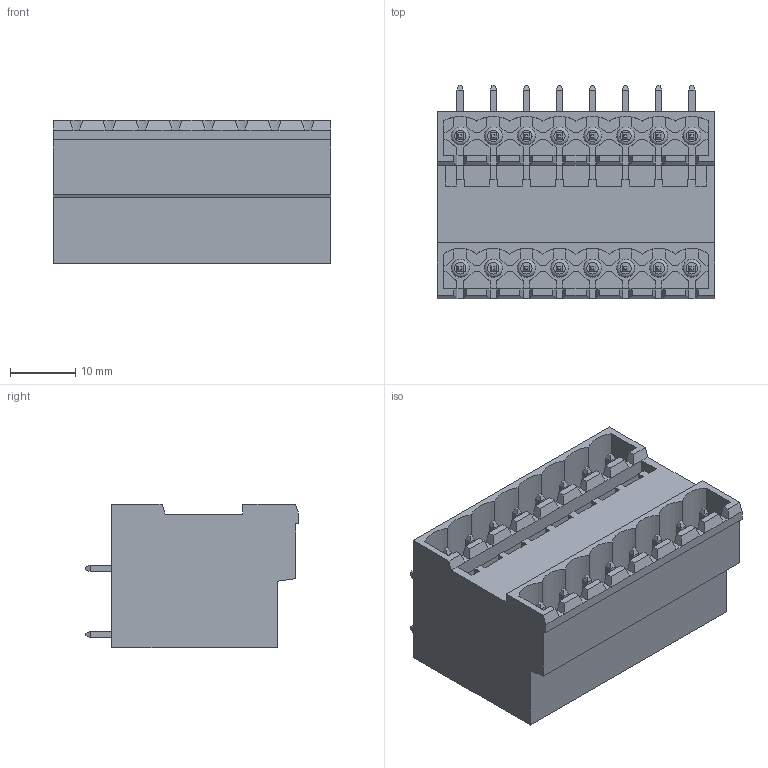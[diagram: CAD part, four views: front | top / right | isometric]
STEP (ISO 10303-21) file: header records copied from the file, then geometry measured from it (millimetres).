
FILE_DESCRIPTION( ( 'Unknown' ), '1' );
FILE_NAME( '691331510016.stp', 'Unknown', ( 'Unknown' ), ( 'Unknown' ), 'PSStep 15.0.49', 'Unknown', ' ' );
FILE_SCHEMA( ( 'AUTOMOTIVE_DESIGN { 1 0 10303 214 1 1 1 1 }' ) );
Length unit declared in the file: millimetre
Products named in the file (5): Assem1; 6913315100xx_PIN LONGUE; 6913315100xx_PIN; 691333500016; 691333500016_CAPOT
Assembly tree (18 placements, depth 2):
  Assem1
    6913315100xx_PIN LONGUE  x8
    6913315100xx_PIN  x8
    691333500016
    691333500016_CAPOT
Bounding box: 42.64 x 32.8 x 22 mm (x, y, z)
Volume: 8804.1 mm3; surface area: 17221.2 mm2
Topology: 18 solids, 18 shells, 1186 faces, 3194 edges, 2070 vertices
Faces by surface type: plane 1080, cylinder 90, torus 16
Full cylindrical faces by diameter (mm): 1.7 x14, 2.75 x16
Entity records: 37620 total; most frequent: CARTESIAN_POINT 5327, ORIENTED_EDGE 5228, DIRECTION 4748, EDGE_CURVE 2614, LINE 2414, VECTOR 2414, VERTEX_POINT 1746, AXIS2_PLACEMENT_3D 1167
